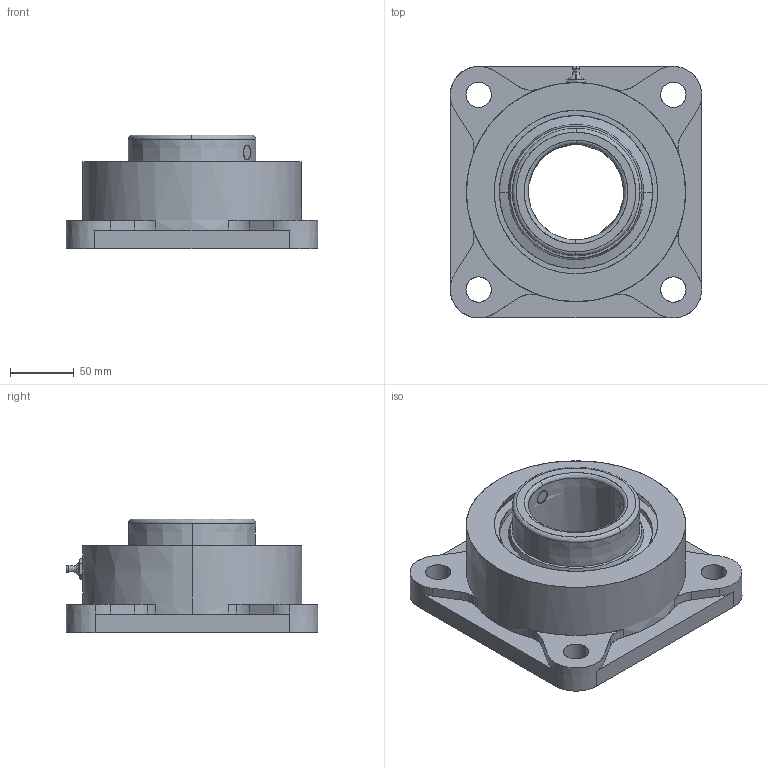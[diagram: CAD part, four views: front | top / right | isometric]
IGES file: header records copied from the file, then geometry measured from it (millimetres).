
Start section: SolidWorks IGES file using analytic representation for surfaces
Global section: file name: MSDEFAU0126954495795.igs; native system: SolidWorks 2011; preprocessor: SolidWorks 2011; author: partstream; date: 110126.095449; units: millimetre
Bounding box: 196.85 x 197.1 x 88.9 mm (x, y, z)
Surface area: 161391.3 mm2 (no closed solid volume)
Topology: 0 solids, 0 shells, 116 faces, 2340 edges, 2354 vertices
Faces by surface type: revolution 60, bspline 56
